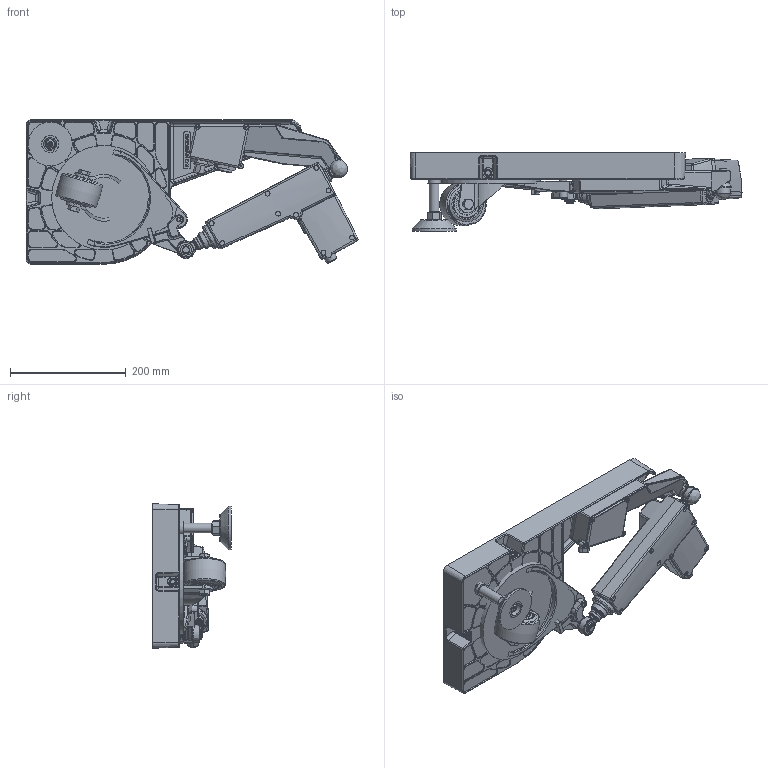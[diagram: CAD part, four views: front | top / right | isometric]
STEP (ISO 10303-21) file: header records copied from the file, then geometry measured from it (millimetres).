
FILE_DESCRIPTION (( 'STEP AP214' ), '1' );
FILE_NAME ('06001hr500e.STEP', '2014-09-09T14:39:04', ( 'Admin' ), ( 'Hewlett-Packard Company' ), 'SwSTEP 2.0', 'SolidWorks 2014', '' );
FILE_SCHEMA (( 'AUTOMOTIVE_DESIGN' ));
Length unit declared in the file: millimetre
Products named in the file (46): GSPO-0_GSPO_80_20K_Standard; 0351040-02_Standard; 06001hr500e; GH-LH_080_Standard; 0351040-01_Standard; ISO2338-4m6x16_Standard; 0351035_ASM_Standard; Senkschraube_DIN7991_M6x16_Standard; 0351035-03_Standard; 06001hr2000r02_Standard; 0351035-02_Standard; 06001hr2000r05_06001hr2000r05; 0351035-01_Standard; 4iso8752d422m_entspannt; LA31V0_FATH_Standard; 9ai080zs20090ms01_Standard; 4din7991m0616m_Standard; 098xaes03_Standard; 4din6799d09_Standard; 098xam0816_098xam0816es01; 06001hr500er05_06001hr500er06; 098xags01_Standard; 06001hr500er05_06001hr500er05; Scheibe DIN 433_Standard; 4din912m308m_DIN 912 M8 x 30 --- 30N; 4din7991m0416e_4 din 7991 m0412m; 098am20090ms01_098 am 20 100 s01 m; 06001hr500er03_Standard; 06001hr500er13_Standard; 098ai080zs_098 a 080 zr; 06001hr500er02_Standard; 340me382_Standard; DIN471-welle10_Circlip DIN 471 - 10 x 1; 4din471d17_Circlip DIN 471 - 17 x 1; 340me381_Standard; 4din22340m1038-5e  (m10x26e)_f〉 Chassis; BG-GLOCKE_06001HR500E_Glocke; 06001hr500er01_Standard; 4din912_0812; kolben_la31v0_fath_Standard ...
Assembly tree (72 placements, depth 4):
  06001hr500e
    06001hr2000r04_06001hr500er07
    06001hr2000r03_Standard  x4
    4din22340m1038-5e  (m10x26e)_f〉 Chassis  x4
    DIN471-welle10_Circlip DIN 471 - 10 x 1  x4
    9ai080zs20090ms01_Standard
      098ai080zs_098 a 080 zr
      098am20090ms01_098 am 20 100 s01 m
      098xaes03_Standard
        Scheibe DIN 433_Standard
        098xags01_Standard
        098xam0816_098xam0816es01
    4iso8752d422m_entspannt
    BG-GLOCKE_06001HR500E_Glocke
      06001hr2000r05_06001hr2000r05
      06001hr2000r02_Standard  x4
      Senkschraube_DIN7991_M6x16_Standard  x4
      ISO2338-4m6x16_Standard  x4
      06001hr2000r06_RECHTECKFLANSCH FIX
        GH-LH_080_Standard
        GSPO-0_GSPO_80_20K_Standard
        GH-LH_080-boa_Standard
      4din912_0812  x4
    4din471d17_Circlip DIN 471 - 17 x 1
    06001hr500er02_Standard
    06001hr500er03_Standard
    4din912m308m_DIN 912 M8 x 30 --- 30N
    06001hr500er05_06001hr500er05
    06001hr500er05_06001hr500er06
    4din6799d09_Standard  x3
    4din7991m0616m_Standard  x2
    06001hr500er01_Standard
      LA31V0_FATH_Standard
      0351035_ASM_Standard
        0351035-01_Standard
        0351035-02_Standard
        0351035-03_Standard
      0351040_ASM_Standard
        0351040-01_Standard
        0351040-02_Standard
        0351040-03_Standard
      kolben_la31v0_fath_Standard
    340me381_Standard
    340me382_Standard
    06001hr500er13_Standard
    4din7991m0416e_4 din 7991 m0412m  x4
Bounding box: 574.54 x 136.27 x 250 mm (x, y, z)
Volume: 5598957.9 mm3; surface area: 661911.9 mm2
Topology: 64 solids, 66 shells, 3332 faces, 8018 edges, 4884 vertices
Faces by surface type: plane 1076, bspline 885, cylinder 828, cone 282, torus 206, sphere 55
Full cylindrical faces by diameter (mm): 1.5 x8, 1.7 x2, 2.5 x4, 3.3 x4, 4 x16, 4.5 x4, 5 x4, 6 x6, 6.2 x1, 6.6 x19, 6.8 x1, 7 x6, 8 x12, 8.3 x3, 9 x4, 9.6 x5, 10 x14, 10.5 x1, 12 x21, 13 x7, 13.44 x6, 14 x1, 16 x1, 16.7 x1, 16.999 x1, 18 x5, 18.5 x1, 19 x1, 20 x3, 21.8 x1
Entity records: 128292 total; most frequent: CARTESIAN_POINT 68598, ORIENTED_EDGE 12840, DIRECTION 9996, EDGE_CURVE 6421, VERTEX_POINT 4103, AXIS2_PLACEMENT_3D 3875, EDGE_LOOP 3368, FACE_OUTER_BOUND 3036
